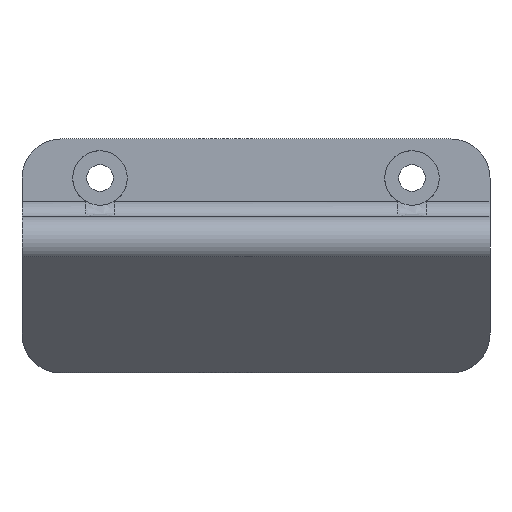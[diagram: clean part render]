
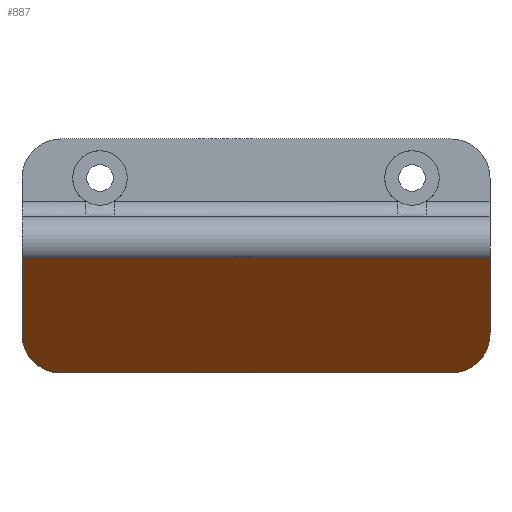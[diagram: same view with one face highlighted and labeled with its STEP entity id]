
A CAD part, front view. The second image highlights one B-rep face of the part: STEP entity #887.
In plain terms, the highlighted planar face has unit normal (0, -0.707, -0.707).
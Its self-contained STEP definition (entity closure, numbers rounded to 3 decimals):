
#32 = PLANE('',#33);
#33 = AXIS2_PLACEMENT_3D('',#34,#35,#36);
#34 = CARTESIAN_POINT('',(-30.,-12.01,-7.01));
#35 = DIRECTION('',(1.,0.,0.));
#36 = DIRECTION('',(0.,0.,1.));
#57 = VERTEX_POINT('',#58);
#58 = CARTESIAN_POINT('',(-30.,-19.879,-5.121));
#73 = CYLINDRICAL_SURFACE('',#74,3.);
#74 = AXIS2_PLACEMENT_3D('',#75,#76,#77);
#75 = CARTESIAN_POINT('',(30.,-17.757,-3.));
#76 = DIRECTION('',(-1.,0.,0.));
#77 = DIRECTION('',(0.,0.,1.));
#84 = EDGE_CURVE('',#57,#85,#87,.T.);
#85 = VERTEX_POINT('',#86);
#86 = CARTESIAN_POINT('',(-30.,-10.,-15.));
#87 = SURFACE_CURVE('',#88,(#92,#99),.PCURVE_S1.);
#88 = LINE('',#89,#90);
#89 = CARTESIAN_POINT('',(-30.,-25.,0.));
#90 = VECTOR('',#91,1.);
#91 = DIRECTION('',(0.,0.707,-0.707)
  );
#92 = PCURVE('',#32,#93);
#93 = DEFINITIONAL_REPRESENTATION('',(#94),#98);
#94 = LINE('',#95,#96);
#95 = CARTESIAN_POINT('',(7.01,12.99));
#96 = VECTOR('',#97,1.);
#97 = DIRECTION('',(-0.707,-0.707));
#98 = ( GEOMETRIC_REPRESENTATION_CONTEXT(2) 
PARAMETRIC_REPRESENTATION_CONTEXT() REPRESENTATION_CONTEXT('2D SPACE',''
  ) );
#99 = PCURVE('',#100,#105);
#100 = PLANE('',#101);
#101 = AXIS2_PLACEMENT_3D('',#102,#103,#104);
#102 = CARTESIAN_POINT('',(30.,-25.,0.));
#103 = DIRECTION('',(0.,-0.707,-0.707
    ));
#104 = DIRECTION('',(0.,0.707,-0.707)
  );
#105 = DEFINITIONAL_REPRESENTATION('',(#106),#110);
#106 = LINE('',#107,#108);
#107 = CARTESIAN_POINT('',(0.,-60.));
#108 = VECTOR('',#109,1.);
#109 = DIRECTION('',(1.,0.));
#110 = ( GEOMETRIC_REPRESENTATION_CONTEXT(2) 
PARAMETRIC_REPRESENTATION_CONTEXT() REPRESENTATION_CONTEXT('2D SPACE',''
  ) );
#128 = CYLINDRICAL_SURFACE('',#129,5.);
#129 = AXIS2_PLACEMENT_3D('',#130,#131,#132);
#130 = CARTESIAN_POINT('',(-25.,0.,-15.));
#131 = DIRECTION('',(0.,-1.,0.));
#132 = DIRECTION('',(-1.,0.,0.));
#387 = PLANE('',#388);
#388 = AXIS2_PLACEMENT_3D('',#389,#390,#391);
#389 = CARTESIAN_POINT('',(30.,-12.01,-7.01));
#390 = DIRECTION('',(1.,0.,0.));
#391 = DIRECTION('',(0.,0.,1.));
#741 = VERTEX_POINT('',#742);
#742 = CARTESIAN_POINT('',(30.,-19.879,-5.121));
#763 = EDGE_CURVE('',#741,#57,#764,.T.);
#764 = SURFACE_CURVE('',#765,(#769,#775),.PCURVE_S1.);
#765 = LINE('',#766,#767);
#766 = CARTESIAN_POINT('',(30.,-19.879,-5.121));
#767 = VECTOR('',#768,1.);
#768 = DIRECTION('',(-1.,0.,0.));
#769 = PCURVE('',#73,#770);
#770 = DEFINITIONAL_REPRESENTATION('',(#771),#774);
#771 = B_SPLINE_CURVE_WITH_KNOTS('',1,(#772,#773),.UNSPECIFIED.,.F.,.F.,
  (2,2),(0.,60.),.PIECEWISE_BEZIER_KNOTS.);
#772 = CARTESIAN_POINT('',(-2.356,0.));
#773 = CARTESIAN_POINT('',(-2.356,60.));
#774 = ( GEOMETRIC_REPRESENTATION_CONTEXT(2) 
PARAMETRIC_REPRESENTATION_CONTEXT() REPRESENTATION_CONTEXT('2D SPACE',''
  ) );
#775 = PCURVE('',#100,#776);
#776 = DEFINITIONAL_REPRESENTATION('',(#777),#781);
#777 = LINE('',#778,#779);
#778 = CARTESIAN_POINT('',(7.243,0.));
#779 = VECTOR('',#780,1.);
#780 = DIRECTION('',(0.,-1.));
#781 = ( GEOMETRIC_REPRESENTATION_CONTEXT(2) 
PARAMETRIC_REPRESENTATION_CONTEXT() REPRESENTATION_CONTEXT('2D SPACE',''
  ) );
#887 = ADVANCED_FACE('',(#888),#100,.T.);
#888 = FACE_BOUND('',#889,.T.);
#889 = EDGE_LOOP('',(#890,#913,#914,#915,#943,#971));
#890 = ORIENTED_EDGE('',*,*,#891,.F.);
#891 = EDGE_CURVE('',#741,#892,#894,.T.);
#892 = VERTEX_POINT('',#893);
#893 = CARTESIAN_POINT('',(30.,-10.,-15.));
#894 = SURFACE_CURVE('',#895,(#899,#906),.PCURVE_S1.);
#895 = LINE('',#896,#897);
#896 = CARTESIAN_POINT('',(30.,-25.,0.));
#897 = VECTOR('',#898,1.);
#898 = DIRECTION('',(0.,0.707,-0.707)
  );
#899 = PCURVE('',#100,#900);
#900 = DEFINITIONAL_REPRESENTATION('',(#901),#905);
#901 = LINE('',#902,#903);
#902 = CARTESIAN_POINT('',(0.,0.));
#903 = VECTOR('',#904,1.);
#904 = DIRECTION('',(1.,0.));
#905 = ( GEOMETRIC_REPRESENTATION_CONTEXT(2) 
PARAMETRIC_REPRESENTATION_CONTEXT() REPRESENTATION_CONTEXT('2D SPACE',''
  ) );
#906 = PCURVE('',#387,#907);
#907 = DEFINITIONAL_REPRESENTATION('',(#908),#912);
#908 = LINE('',#909,#910);
#909 = CARTESIAN_POINT('',(7.01,12.99));
#910 = VECTOR('',#911,1.);
#911 = DIRECTION('',(-0.707,-0.707));
#912 = ( GEOMETRIC_REPRESENTATION_CONTEXT(2) 
PARAMETRIC_REPRESENTATION_CONTEXT() REPRESENTATION_CONTEXT('2D SPACE',''
  ) );
#913 = ORIENTED_EDGE('',*,*,#763,.T.);
#914 = ORIENTED_EDGE('',*,*,#84,.T.);
#915 = ORIENTED_EDGE('',*,*,#916,.T.);
#916 = EDGE_CURVE('',#85,#917,#919,.T.);
#917 = VERTEX_POINT('',#918);
#918 = CARTESIAN_POINT('',(-25.,-5.,-20.));
#919 = SURFACE_CURVE('',#920,(#925,#932),.PCURVE_S1.);
#920 = ELLIPSE('',#921,7.071,5.);
#921 = AXIS2_PLACEMENT_3D('',#922,#923,#924);
#922 = CARTESIAN_POINT('',(-25.,-10.,-15.));
#923 = DIRECTION('',(0.,-0.707,-0.707
    ));
#924 = DIRECTION('',(0.,-0.707,0.707)
  );
#925 = PCURVE('',#100,#926);
#926 = DEFINITIONAL_REPRESENTATION('',(#927),#931);
#927 = ELLIPSE('',#928,7.071,5.);
#928 = AXIS2_PLACEMENT_2D('',#929,#930);
#929 = CARTESIAN_POINT('',(21.213,-55.));
#930 = DIRECTION('',(-1.,0.));
#931 = ( GEOMETRIC_REPRESENTATION_CONTEXT(2) 
PARAMETRIC_REPRESENTATION_CONTEXT() REPRESENTATION_CONTEXT('2D SPACE',''
  ) );
#932 = PCURVE('',#128,#933);
#933 = DEFINITIONAL_REPRESENTATION('',(#934),#942);
#934 = B_SPLINE_CURVE_WITH_KNOTS('',6,(#935,#936,#937,#938,#939,#940,
    #941),.UNSPECIFIED.,.F.,.F.,(7,7),(1.571,3.142),
  .PIECEWISE_BEZIER_KNOTS.);
#935 = CARTESIAN_POINT('',(0.,10.));
#936 = CARTESIAN_POINT('',(0.262,8.691));
#937 = CARTESIAN_POINT('',(0.524,7.382));
#938 = CARTESIAN_POINT('',(0.785,6.234));
#939 = CARTESIAN_POINT('',(1.047,5.411));
#940 = CARTESIAN_POINT('',(1.309,5.));
#941 = CARTESIAN_POINT('',(1.571,5.));
#942 = ( GEOMETRIC_REPRESENTATION_CONTEXT(2) 
PARAMETRIC_REPRESENTATION_CONTEXT() REPRESENTATION_CONTEXT('2D SPACE',''
  ) );
#943 = ORIENTED_EDGE('',*,*,#944,.F.);
#944 = EDGE_CURVE('',#945,#917,#947,.T.);
#945 = VERTEX_POINT('',#946);
#946 = CARTESIAN_POINT('',(25.,-5.,-20.));
#947 = SURFACE_CURVE('',#948,(#952,#959),.PCURVE_S1.);
#948 = LINE('',#949,#950);
#949 = CARTESIAN_POINT('',(30.,-5.,-20.));
#950 = VECTOR('',#951,1.);
#951 = DIRECTION('',(-1.,0.,0.));
#952 = PCURVE('',#100,#953);
#953 = DEFINITIONAL_REPRESENTATION('',(#954),#958);
#954 = LINE('',#955,#956);
#955 = CARTESIAN_POINT('',(28.284,0.));
#956 = VECTOR('',#957,1.);
#957 = DIRECTION('',(0.,-1.));
#958 = ( GEOMETRIC_REPRESENTATION_CONTEXT(2) 
PARAMETRIC_REPRESENTATION_CONTEXT() REPRESENTATION_CONTEXT('2D SPACE',''
  ) );
#959 = PCURVE('',#960,#965);
#960 = PLANE('',#961);
#961 = AXIS2_PLACEMENT_3D('',#962,#963,#964);
#962 = CARTESIAN_POINT('',(30.,0.,-20.));
#963 = DIRECTION('',(0.,0.,-1.));
#964 = DIRECTION('',(-1.,0.,0.));
#965 = DEFINITIONAL_REPRESENTATION('',(#966),#970);
#966 = LINE('',#967,#968);
#967 = CARTESIAN_POINT('',(0.,-5.));
#968 = VECTOR('',#969,1.);
#969 = DIRECTION('',(1.,0.));
#970 = ( GEOMETRIC_REPRESENTATION_CONTEXT(2) 
PARAMETRIC_REPRESENTATION_CONTEXT() REPRESENTATION_CONTEXT('2D SPACE',''
  ) );
#971 = ORIENTED_EDGE('',*,*,#972,.T.);
#972 = EDGE_CURVE('',#945,#892,#973,.T.);
#973 = SURFACE_CURVE('',#974,(#979,#986),.PCURVE_S1.);
#974 = ELLIPSE('',#975,7.071,5.);
#975 = AXIS2_PLACEMENT_3D('',#976,#977,#978);
#976 = CARTESIAN_POINT('',(25.,-10.,-15.));
#977 = DIRECTION('',(0.,-0.707,-0.707
    ));
#978 = DIRECTION('',(0.,-0.707,0.707)
  );
#979 = PCURVE('',#100,#980);
#980 = DEFINITIONAL_REPRESENTATION('',(#981),#985);
#981 = ELLIPSE('',#982,7.071,5.);
#982 = AXIS2_PLACEMENT_2D('',#983,#984);
#983 = CARTESIAN_POINT('',(21.213,-5.));
#984 = DIRECTION('',(-1.,0.));
#985 = ( GEOMETRIC_REPRESENTATION_CONTEXT(2) 
PARAMETRIC_REPRESENTATION_CONTEXT() REPRESENTATION_CONTEXT('2D SPACE',''
  ) );
#986 = PCURVE('',#987,#992);
#987 = CYLINDRICAL_SURFACE('',#988,5.);
#988 = AXIS2_PLACEMENT_3D('',#989,#990,#991);
#989 = CARTESIAN_POINT('',(25.,0.,-15.));
#990 = DIRECTION('',(0.,-1.,0.));
#991 = DIRECTION('',(0.,0.,-1.));
#992 = DEFINITIONAL_REPRESENTATION('',(#993),#1001);
#993 = B_SPLINE_CURVE_WITH_KNOTS('',6,(#994,#995,#996,#997,#998,#999,
    #1000),.UNSPECIFIED.,.F.,.F.,(7,7),(3.142,4.712),
  .PIECEWISE_BEZIER_KNOTS.);
#994 = CARTESIAN_POINT('',(0.,5.));
#995 = CARTESIAN_POINT('',(0.262,5.));
#996 = CARTESIAN_POINT('',(0.524,5.411));
#997 = CARTESIAN_POINT('',(0.785,6.234));
#998 = CARTESIAN_POINT('',(1.047,7.382));
#999 = CARTESIAN_POINT('',(1.309,8.691));
#1000 = CARTESIAN_POINT('',(1.571,10.));
#1001 = ( GEOMETRIC_REPRESENTATION_CONTEXT(2) 
PARAMETRIC_REPRESENTATION_CONTEXT() REPRESENTATION_CONTEXT('2D SPACE',''
  ) );
